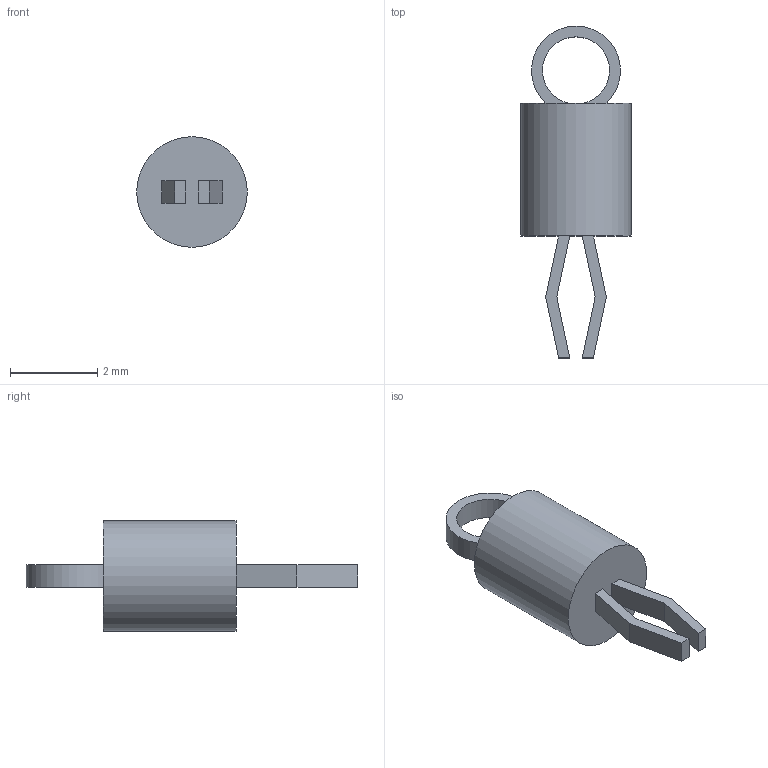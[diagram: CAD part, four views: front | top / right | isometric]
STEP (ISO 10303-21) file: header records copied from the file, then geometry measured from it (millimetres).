
FILE_DESCRIPTION (( 'STEP AP214' ), '1' );
FILE_NAME ('5001.STEP', '2021-07-22T09:15:40', ( '' ), ( '' ), 'SwSTEP 2.0', 'SolidWorks 2018', '' );
FILE_SCHEMA (( 'AUTOMOTIVE_DESIGN' ));
Length unit declared in the file: millimetre
Products named in the file (2): 5001
Bounding box: 2.54 x 7.62 x 2.54 mm (x, y, z)
Volume: 16.8 mm3; surface area: 49.7 mm2
Topology: 1 solids, 1 shells, 21 faces, 51 edges, 34 vertices
Faces by surface type: plane 18, cylinder 3
Full cylindrical faces by diameter (mm): 2.54 x1
Entity records: 890 total; most frequent: CARTESIAN_POINT 107, DIRECTION 102, ORIENTED_EDGE 100, EDGE_CURVE 50, VECTOR 44, LINE 44, VERTEX_POINT 34, AXIS2_PLACEMENT_3D 29
